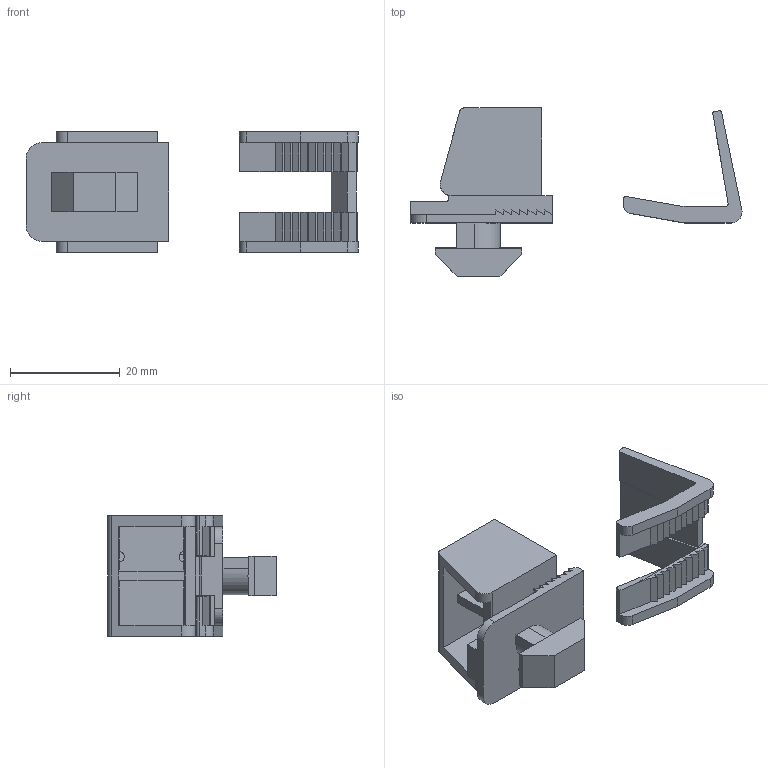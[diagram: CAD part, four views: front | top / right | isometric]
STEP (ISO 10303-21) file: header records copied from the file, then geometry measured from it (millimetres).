
FILE_DESCRIPTION(/* description */ ('STEP AP214'),/* implementation_level */ '2;1');
FILE_NAME(/* name */ '094203S05',/* time_stamp */ '2022-07-14T09:49:38+02:00',/* author */ ('License CC BY-ND 4.0'),/* organization */ ('CADENAS'),/* preprocessor_version */ 'ST-DEVELOPER v18.102',/* originating_system */ 'PARTsolutions',/* authorisation */ ' ');
FILE_SCHEMA (('AUTOMOTIVE_DESIGN {1 0 10303 214 3 1 1}'));
Length unit declared in the file: millimetre
Products named in the file (3): 094203S05; 094203S05-2; 094203S05-1
Assembly tree (2 placements, depth 2):
  094203S05
    094203S05-2
    094203S05-1
Bounding box: 60.53 x 30.7 x 22 mm (x, y, z)
Volume: 6003.7 mm3; surface area: 6448.3 mm2
Topology: 2 solids, 2 shells, 188 faces, 543 edges, 358 vertices
Faces by surface type: plane 159, cylinder 29
Full cylindrical faces by diameter (mm): 2 x2
Entity records: 6154 total; most frequent: CARTESIAN_POINT 1092, ORIENTED_EDGE 1078, DIRECTION 985, EDGE_CURVE 539, LINE 471, VECTOR 471, VERTEX_POINT 356, AXIS2_PLACEMENT_3D 257
